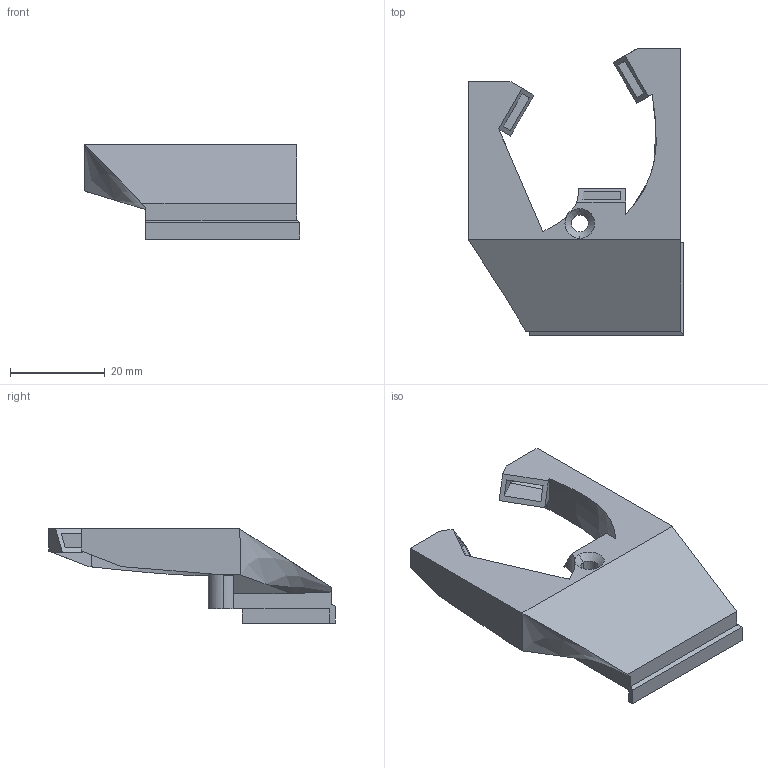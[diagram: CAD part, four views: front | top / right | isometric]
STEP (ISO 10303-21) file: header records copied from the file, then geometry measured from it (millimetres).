
FILE_DESCRIPTION (( 'STEP AP203' ), '1' );
FILE_NAME ('Part Cooling.STEP', '2024-09-14T16:13:42', ( '' ), ( '' ), 'SwSTEP 2.0', 'SolidWorks 2022', '' );
FILE_SCHEMA (( 'CONFIG_CONTROL_DESIGN' ));
Length unit declared in the file: millimetre
Products named in the file (1): Part Cooling
Bounding box: 45.65 x 60.65 x 19.95 mm (x, y, z)
Volume: 4958.7 mm3; surface area: 9775.6 mm2
Topology: 1 solids, 1 shells, 94 faces, 264 edges, 170 vertices
Faces by surface type: plane 74, cylinder 9, bspline 9, cone 2
Entity records: 3828 total; most frequent: CARTESIAN_POINT 1434, ORIENTED_EDGE 528, DIRECTION 408, EDGE_CURVE 264, LINE 196, VECTOR 196, VERTEX_POINT 170, AXIS2_PLACEMENT_3D 106
